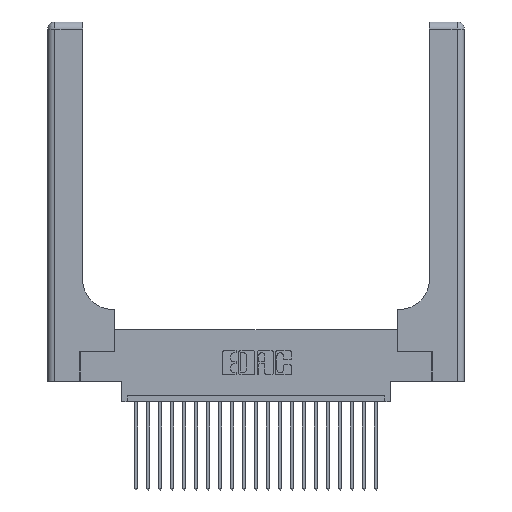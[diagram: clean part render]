
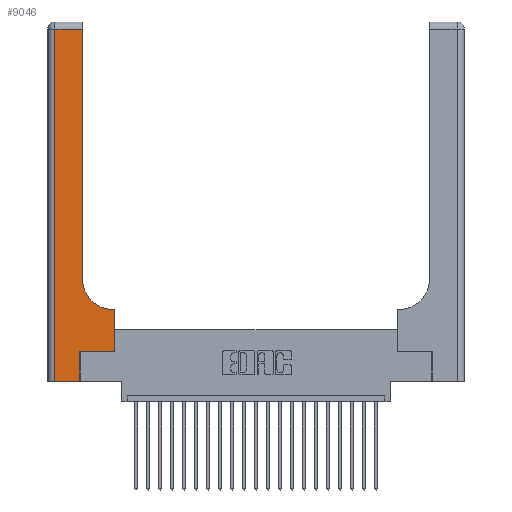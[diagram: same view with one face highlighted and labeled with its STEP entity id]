
A CAD part, top view. The second image highlights one B-rep face of the part: STEP entity #9046.
In plain terms, the highlighted planar face has unit normal (0, 0, 1).
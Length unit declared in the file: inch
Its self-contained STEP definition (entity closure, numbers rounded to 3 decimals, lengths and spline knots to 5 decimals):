
#48 = LINE ( 'NONE', #9365, #22607 ) ;
#147 = EDGE_CURVE ( 'NONE', #1877, #328, #23893, .T. ) ;
#328 = VERTEX_POINT ( 'NONE', #710 ) ;
#436 = ORIENTED_EDGE ( 'NONE', *, *, #16706, .T. ) ;
#710 = CARTESIAN_POINT ( 'NONE',  ( 0.5585, 0.25, 0.37 ) ) ;
#1138 = ORIENTED_EDGE ( 'NONE', *, *, #11585, .T. ) ;
#1205 = LINE ( 'NONE', #19235, #8124 ) ;
#1613 = DIRECTION ( 'NONE',  ( 0., -1., 0. ) ) ;
#1790 = DIRECTION ( 'NONE',  ( 0., 1., 0. ) ) ;
#1877 = VERTEX_POINT ( 'NONE', #6234 ) ;
#2665 = ORIENTED_EDGE ( 'NONE', *, *, #2985, .T. ) ;
#2985 = EDGE_CURVE ( 'NONE', #14861, #7625, #19152, .T. ) ;
#3060 = DIRECTION ( 'NONE',  ( -1., 0., 0. ) ) ;
#3214 = VECTOR ( 'NONE', #18901, 39.37008 ) ;
#3219 = ORIENTED_EDGE ( 'NONE', *, *, #147, .T. ) ;
#3660 = CARTESIAN_POINT ( 'NONE',  ( 0., 0., 0.37 ) ) ;
#3951 = CARTESIAN_POINT ( 'NONE',  ( 0.5585, 0.25, 0.37 ) ) ;
#5486 = CARTESIAN_POINT ( 'NONE',  ( 0.5585, 0.6, 0.37 ) ) ;
#5964 = VERTEX_POINT ( 'NONE', #8442 ) ;
#6019 = ORIENTED_EDGE ( 'NONE', *, *, #19469, .T. ) ;
#6234 = CARTESIAN_POINT ( 'NONE',  ( 0.269, 0.25, 0.37 ) ) ;
#6314 = ORIENTED_EDGE ( 'NONE', *, *, #20686, .T. ) ;
#6859 = CARTESIAN_POINT ( 'NONE',  ( 0.2915, 0.6, 0.37 ) ) ;
#7568 = DIRECTION ( 'NONE',  ( 0., 0., -1. ) ) ;
#7574 = VERTEX_POINT ( 'NONE', #9562 ) ;
#7625 = VERTEX_POINT ( 'NONE', #12223 ) ;
#7789 = DIRECTION ( 'NONE',  ( 0., 0., -1. ) ) ;
#7959 = EDGE_CURVE ( 'NONE', #7574, #1877, #48, .T. ) ;
#8124 = VECTOR ( 'NONE', #8178, 39.37008 ) ;
#8178 = DIRECTION ( 'NONE',  ( -1., 0., 0. ) ) ;
#8442 = CARTESIAN_POINT ( 'NONE',  ( 0.5415, 0.6, 0.37 ) ) ;
#9046 = ADVANCED_FACE ( 'NONE', ( #19976 ), #15079, .F. ) ;
#9078 = CARTESIAN_POINT ( 'NONE',  ( 0.2915, 3., 0.37 ) ) ;
#9365 = CARTESIAN_POINT ( 'NONE',  ( 0.269, 0., 0.37 ) ) ;
#9390 = VECTOR ( 'NONE', #18635, 39.37008 ) ;
#9528 = CIRCLE ( 'NONE', #22553, 0.25 ) ;
#9562 = CARTESIAN_POINT ( 'NONE',  ( 0.269, 0., 0.37 ) ) ;
#9778 = EDGE_LOOP ( 'NONE', ( #6314, #11807, #2665, #22204, #21034, #3219, #436, #1138, #6019 ) ) ;
#11155 = VECTOR ( 'NONE', #23990, 39.37008 ) ;
#11542 = CARTESIAN_POINT ( 'NONE',  ( 0.2915, 2.94, 0.37 ) ) ;
#11585 = EDGE_CURVE ( 'NONE', #12158, #5964, #18475, .T. ) ;
#11807 = ORIENTED_EDGE ( 'NONE', *, *, #14936, .T. ) ;
#12032 = CARTESIAN_POINT ( 'NONE',  ( 0.06, 3., 0.37 ) ) ;
#12158 = VERTEX_POINT ( 'NONE', #5486 ) ;
#12223 = CARTESIAN_POINT ( 'NONE',  ( 0.06, 0., 0.37 ) ) ;
#12510 = VERTEX_POINT ( 'NONE', #11542 ) ;
#12755 = VECTOR ( 'NONE', #1613, 39.37008 ) ;
#13220 = LINE ( 'NONE', #9078, #20511 ) ;
#14199 = VERTEX_POINT ( 'NONE', #14505 ) ;
#14505 = CARTESIAN_POINT ( 'NONE',  ( 0.2915, 0.85, 0.37 ) ) ;
#14861 = VERTEX_POINT ( 'NONE', #14891 ) ;
#14889 = EDGE_CURVE ( 'NONE', #7625, #7574, #20336, .T. ) ;
#14891 = CARTESIAN_POINT ( 'NONE',  ( 0.06, 2.94, 0.37 ) ) ;
#14936 = EDGE_CURVE ( 'NONE', #12510, #14861, #1205, .T. ) ;
#15079 = PLANE ( 'NONE',  #23167 ) ;
#15484 = LINE ( 'NONE', #3951, #9390 ) ;
#16706 = EDGE_CURVE ( 'NONE', #328, #12158, #15484, .T. ) ;
#16752 = CARTESIAN_POINT ( 'NONE',  ( 0.5415, 0.85, 0.37 ) ) ;
#16988 = CARTESIAN_POINT ( 'NONE',  ( 0., 3., 0.37 ) ) ;
#18407 = DIRECTION ( 'NONE',  ( 0., 1., 0. ) ) ;
#18475 = LINE ( 'NONE', #6859, #19350 ) ;
#18635 = DIRECTION ( 'NONE',  ( 0., 1., 0. ) ) ;
#18901 = DIRECTION ( 'NONE',  ( 1., 0., 0. ) ) ;
#19152 = LINE ( 'NONE', #12032, #12755 ) ;
#19235 = CARTESIAN_POINT ( 'NONE',  ( 0., 2.94, 0.37 ) ) ;
#19350 = VECTOR ( 'NONE', #3060, 39.37008 ) ;
#19469 = EDGE_CURVE ( 'NONE', #5964, #14199, #9528, .T. ) ;
#19976 = FACE_OUTER_BOUND ( 'NONE', #9778, .T. ) ;
#20336 = LINE ( 'NONE', #3660, #3214 ) ;
#20511 = VECTOR ( 'NONE', #18407, 39.37008 ) ;
#20567 = DIRECTION ( 'NONE',  ( 1., 0., 0. ) ) ;
#20686 = EDGE_CURVE ( 'NONE', #14199, #12510, #13220, .T. ) ;
#21034 = ORIENTED_EDGE ( 'NONE', *, *, #7959, .T. ) ;
#22032 = CARTESIAN_POINT ( 'NONE',  ( 0.269, 0.25, 0.37 ) ) ;
#22204 = ORIENTED_EDGE ( 'NONE', *, *, #14889, .T. ) ;
#22553 = AXIS2_PLACEMENT_3D ( 'NONE', #16752, #7568, #20567 ) ;
#22607 = VECTOR ( 'NONE', #1790, 39.37008 ) ;
#22613 = DIRECTION ( 'NONE',  ( -1., 0., 0. ) ) ;
#23167 = AXIS2_PLACEMENT_3D ( 'NONE', #16988, #7789, #22613 ) ;
#23893 = LINE ( 'NONE', #22032, #11155 ) ;
#23990 = DIRECTION ( 'NONE',  ( 1., 0., 0. ) ) ;
